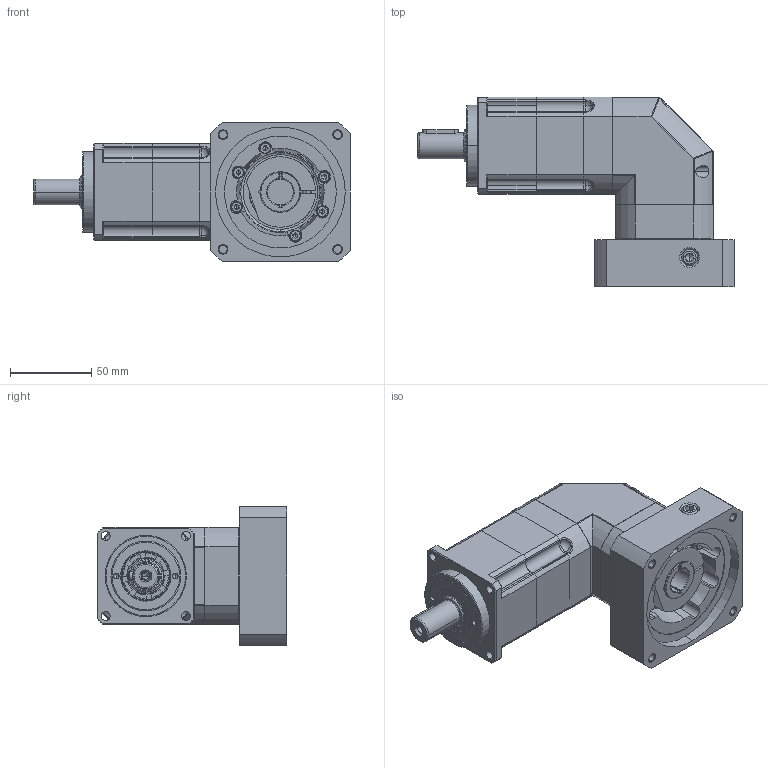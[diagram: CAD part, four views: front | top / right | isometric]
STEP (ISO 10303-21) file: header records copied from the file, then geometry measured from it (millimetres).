
FILE_DESCRIPTION (( 'STEP AP203' ), '1' );
FILE_NAME ('FABR060M1-L2-16-80-100-M6-42.5.STEP', '2021-05-25T02:09:50', ( '微软用户' ), ( '微软中国' ), 'SwSTEP 2.0', 'SolidWorks 2016', '' );
FILE_SCHEMA (( 'CONFIG_CONTROL_DESIGN' ));
Length unit declared in the file: millimetre
Products named in the file (15): 输入调整套19-16; 输入轴FABR060M1-19_1; FABR060M1-L2-16-80-100-M6-42.5; 坶踡遠23-43.5-12(1)_1; hexagon socket head cap screws gb_GB_FASTENER_SCREWS_HSHCS M4X16-N_4; FAB060D-Z108一级内齿圈_1; 4-输入端壳体FABR060M1_1; FABR060M1-L1-19-80-100-M6_2; 7-怀堤傷褲极FABR060D_1; FAB060D隅弇覃淕杶; A倰す瑩5-22_2; FAB060D输出内齿圈壳体; 蚐猾20304_1; 珨撰眻褒眊极FABR060D-21.04; FAB060D怀堤俴陎殤1_1
Assembly tree (19 placements, depth 2):
  FABR060M1-L2-16-80-100-M6-42.5
    4-输入端壳体FABR060M1_1
    7-怀堤傷褲极FABR060D_1
    A倰す瑩5-22_2
    蚐猾20304_1
    FAB060D怀堤俴陎殤1_1
    输入轴FABR060M1-19_1
    坶踡遠23-43.5-12(1)_1
    hexagon socket head cap screws gb_GB_FASTENER_SCREWS_HSHCS M4X16-N_4  x6
    FAB060D-Z108一级内齿圈_1
    FABR060M1-L1-19-80-100-M6_2
    FAB060D隅弇覃淕杶
    FAB060D输出内齿圈壳体
    珨撰眻褒眊极FABR060D-21.04
    输入调整套19-16
Bounding box: 195 x 117 x 86 mm (x, y, z)
Volume: 503792.8 mm3; surface area: 141364.2 mm2
Topology: 20 solids, 30 shells, 972 faces, 2355 edges, 1476 vertices
Faces by surface type: cylinder 410, plane 346, cone 127, torus 39, bspline 33, sphere 17
Entity records: 29304 total; most frequent: CARTESIAN_POINT 7500, DIRECTION 4406, ORIENTED_EDGE 4062, EDGE_CURVE 2047, AXIS2_PLACEMENT_3D 1767, VERTEX_POINT 1307, EDGE_LOOP 962, CIRCLE 930
